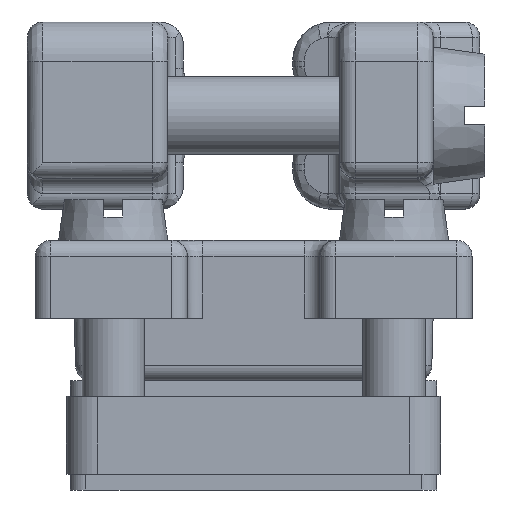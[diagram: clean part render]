
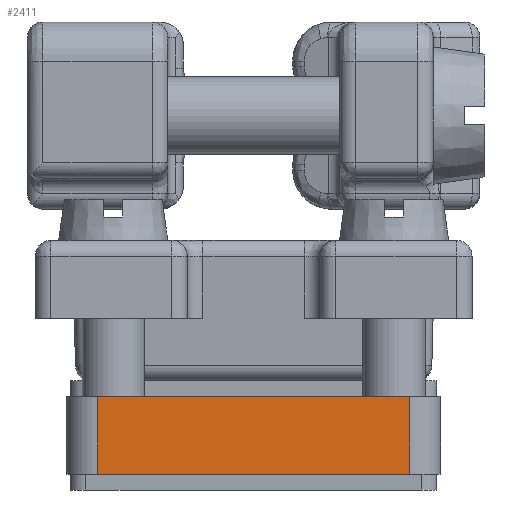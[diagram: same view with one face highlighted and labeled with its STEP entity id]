
A CAD part, front view. The second image highlights one B-rep face of the part: STEP entity #2411.
In plain terms, the highlighted planar face has unit normal (0, -1, 0).
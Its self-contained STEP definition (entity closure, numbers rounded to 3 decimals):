
#2411=ADVANCED_FACE('',(#3159),#2800,.T.);
#2800=PLANE('',#11728);
#3159=FACE_OUTER_BOUND('',#3719,.T.);
#3719=EDGE_LOOP('',(#5403,#5404,#5405,#5406));
#5403=ORIENTED_EDGE('',*,*,#7998,.F.);
#5404=ORIENTED_EDGE('',*,*,#7997,.F.);
#5405=ORIENTED_EDGE('',*,*,#7992,.F.);
#5406=ORIENTED_EDGE('',*,*,#7999,.T.);
#6951=VERTEX_POINT('',#17904);
#6952=VERTEX_POINT('',#17906);
#6955=VERTEX_POINT('',#17913);
#6956=VERTEX_POINT('',#17918);
#7992=EDGE_CURVE('',#6951,#6952,#9897,.T.);
#7997=EDGE_CURVE('',#6952,#6955,#9900,.T.);
#7998=EDGE_CURVE('',#6955,#6956,#9901,.T.);
#7999=EDGE_CURVE('',#6951,#6956,#9902,.T.);
#9897=LINE('',#17905,#10619);
#9900=LINE('',#17915,#10622);
#9901=LINE('',#17917,#10623);
#9902=LINE('',#17919,#10624);
#10619=VECTOR('',#13482,1.);
#10622=VECTOR('',#13491,1.);
#10623=VECTOR('',#13494,1.);
#10624=VECTOR('',#13495,1.);
#11728=AXIS2_PLACEMENT_3D('',#17920,#13496,#13497);
#13482=DIRECTION('',(-1.,0.,0.));
#13491=DIRECTION('',(0.,0.,1.));
#13494=DIRECTION('',(1.,0.,0.));
#13495=DIRECTION('',(0.,0.,1.));
#13496=DIRECTION('',(0.,-1.,0.));
#13497=DIRECTION('',(-1.,0.,0.));
#17904=CARTESIAN_POINT('',(10.,-24.,5.));
#17905=CARTESIAN_POINT('',(10.,-24.,5.));
#17906=CARTESIAN_POINT('',(-10.,-24.,5.));
#17913=CARTESIAN_POINT('',(-10.,-24.,10.));
#17915=CARTESIAN_POINT('',(-10.,-24.,5.));
#17917=CARTESIAN_POINT('',(-10.,-24.,10.));
#17918=CARTESIAN_POINT('',(10.,-24.,10.));
#17919=CARTESIAN_POINT('',(10.,-24.,5.));
#17920=CARTESIAN_POINT('',(10.,-24.,10.));
